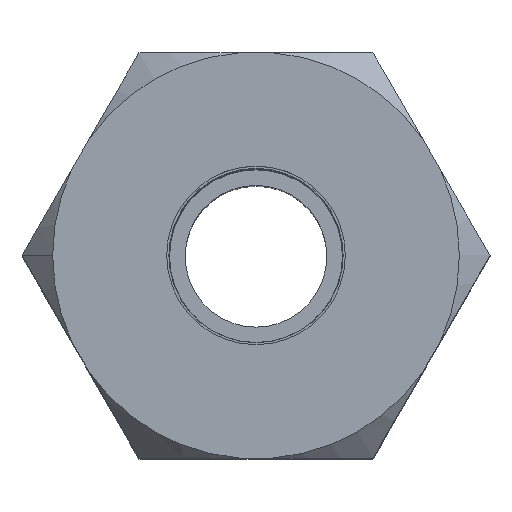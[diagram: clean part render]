
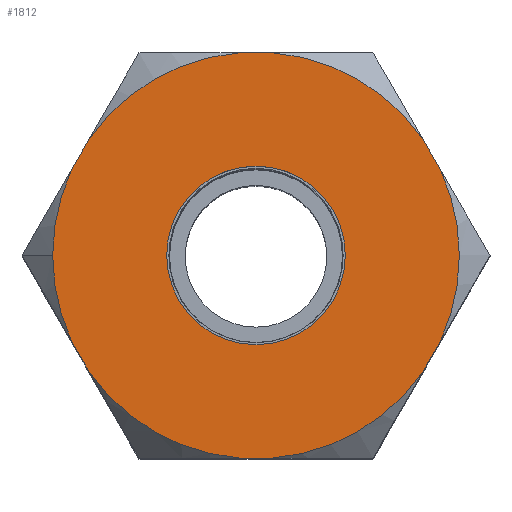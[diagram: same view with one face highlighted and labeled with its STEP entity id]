
A CAD part, top view. The second image highlights one B-rep face of the part: STEP entity #1812.
In plain terms, the highlighted planar face has unit normal (0, 0, 1).
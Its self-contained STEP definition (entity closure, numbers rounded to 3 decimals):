
#299 = ORIENTED_EDGE ( 'NONE', *, *, #302, .F. ) ;
#300 = ORIENTED_EDGE ( 'NONE', *, *, #728, .F. ) ;
#301 = ORIENTED_EDGE ( 'NONE', *, *, #308, .T. ) ;
#302 = EDGE_CURVE ( 'NONE', #1606, #440, #2409, .T. ) ;
#303 = EDGE_CURVE ( 'NONE', #1759, #1753, #2400, .T. ) ;
#304 = EDGE_LOOP ( 'NONE', ( #306, #301, #310, #307, #315, #319, #309, #320, #313, #311, #316, #314, #318 ) ) ;
#306 = ORIENTED_EDGE ( 'NONE', *, *, #1810, .T. ) ;
#307 = ORIENTED_EDGE ( 'NONE', *, *, #303, .T. ) ;
#308 = EDGE_CURVE ( 'NONE', #1807, #1758, #2396, .T. ) ;
#309 = ORIENTED_EDGE ( 'NONE', *, *, #1681, .T. ) ;
#310 = ORIENTED_EDGE ( 'NONE', *, *, #1770, .T. ) ;
#311 = ORIENTED_EDGE ( 'NONE', *, *, #317, .T. ) ;
#312 = EDGE_CURVE ( 'NONE', #1752, #1679, #2392, .T. ) ;
#313 = ORIENTED_EDGE ( 'NONE', *, *, #1736, .T. ) ;
#314 = ORIENTED_EDGE ( 'NONE', *, *, #1608, .T. ) ;
#315 = ORIENTED_EDGE ( 'NONE', *, *, #1747, .T. ) ;
#316 = ORIENTED_EDGE ( 'NONE', *, *, #1832, .T. ) ;
#317 = EDGE_CURVE ( 'NONE', #1733, #1831, #2452, .T. ) ;
#318 = ORIENTED_EDGE ( 'NONE', *, *, #322, .T. ) ;
#319 = ORIENTED_EDGE ( 'NONE', *, *, #312, .T. ) ;
#320 = ORIENTED_EDGE ( 'NONE', *, *, #323, .T. ) ;
#322 = EDGE_CURVE ( 'NONE', #624, #1824, #2448, .T. ) ;
#323 = EDGE_CURVE ( 'NONE', #1682, #1737, #2444, .T. ) ;
#440 = VERTEX_POINT ( 'NONE', #2610 ) ;
#624 = VERTEX_POINT ( 'NONE', #2934 ) ;
#648 = CARTESIAN_POINT ( 'NONE',  ( 5.898, 4.084, 19.25 ) ) ;
#658 = VERTEX_POINT ( 'NONE', #2978 ) ;
#707 = CARTESIAN_POINT ( 'NONE',  ( 0.587, 7.15, 19.25 ) ) ;
#708 = DIRECTION ( 'NONE',  ( 1., 0., 0. ) ) ;
#709 = DIRECTION ( 'NONE',  ( 0., 0., 1. ) ) ;
#710 = CARTESIAN_POINT ( 'NONE',  ( 0., 0., 19.25 ) ) ;
#711 = AXIS2_PLACEMENT_3D ( 'NONE', #710, #709, #708 ) ;
#712 = CIRCLE ( 'NONE', #711, 7.174 ) ;
#728 = EDGE_CURVE ( 'NONE', #440, #1606, #2972, .T. ) ;
#747 = CARTESIAN_POINT ( 'NONE',  ( 0., 0., 19.25 ) ) ;
#749 = CARTESIAN_POINT ( 'NONE',  ( -5.898, 4.084, 19.25 ) ) ;
#788 = CARTESIAN_POINT ( 'NONE',  ( -0.587, 7.15, 19.25 ) ) ;
#789 = DIRECTION ( 'NONE',  ( 1., 0., 0. ) ) ;
#790 = DIRECTION ( 'NONE',  ( 0., 0., 1. ) ) ;
#791 = AXIS2_PLACEMENT_3D ( 'NONE', #747, #790, #789 ) ;
#800 = CIRCLE ( 'NONE', #791, 7.174 ) ;
#808 = DIRECTION ( 'NONE',  ( 1., 0., 0. ) ) ;
#809 = DIRECTION ( 'NONE',  ( 0., 0., 1. ) ) ;
#810 = CARTESIAN_POINT ( 'NONE',  ( 0., 0., 19.25 ) ) ;
#821 = AXIS2_PLACEMENT_3D ( 'NONE', #810, #809, #808 ) ;
#822 = CIRCLE ( 'NONE', #821, 7.174 ) ;
#856 = CARTESIAN_POINT ( 'NONE',  ( 6.486, -3.066, 19.25 ) ) ;
#857 = CARTESIAN_POINT ( 'NONE',  ( 6.486, 3.066, 19.25 ) ) ;
#882 = CARTESIAN_POINT ( 'NONE',  ( 5.898, -4.084, 19.25 ) ) ;
#887 = CARTESIAN_POINT ( 'NONE',  ( 0.587, -7.15, 19.25 ) ) ;
#904 = DIRECTION ( 'NONE',  ( 1., 0., 0. ) ) ;
#905 = DIRECTION ( 'NONE',  ( 0., 0., 1. ) ) ;
#906 = CARTESIAN_POINT ( 'NONE',  ( 0., 0., 19.25 ) ) ;
#907 = AXIS2_PLACEMENT_3D ( 'NONE', #906, #905, #904 ) ;
#908 = CIRCLE ( 'NONE', #907, 7.174 ) ;
#983 = CARTESIAN_POINT ( 'NONE',  ( 0., 0., 19.25 ) ) ;
#984 = AXIS2_PLACEMENT_3D ( 'NONE', #983, #1033, #1032 ) ;
#986 = CIRCLE ( 'NONE', #984, 7.174 ) ;
#987 = CARTESIAN_POINT ( 'NONE',  ( -0.587, -7.15, 19.25 ) ) ;
#1024 = DIRECTION ( 'NONE',  ( -1., 0., 0. ) ) ;
#1025 = DIRECTION ( 'NONE',  ( 0., 0., -1. ) ) ;
#1026 = AXIS2_PLACEMENT_3D ( 'NONE', #1028, #1025, #1024 ) ;
#1028 = CARTESIAN_POINT ( 'NONE',  ( 0., 7.174, 19.25 ) ) ;
#1029 = PLANE ( 'NONE',  #1026 ) ;
#1030 = FACE_OUTER_BOUND ( 'NONE', #304, .T. ) ;
#1031 = FACE_BOUND ( 'NONE', #1811, .T. ) ;
#1032 = DIRECTION ( 'NONE',  ( 1., 0., 0. ) ) ;
#1033 = DIRECTION ( 'NONE',  ( 0., 0., 1. ) ) ;
#1062 = CARTESIAN_POINT ( 'NONE',  ( -5.898, -4.084, 19.25 ) ) ;
#1076 = DIRECTION ( 'NONE',  ( 1., 0., 0. ) ) ;
#1077 = DIRECTION ( 'NONE',  ( 0., 0., 1. ) ) ;
#1078 = CARTESIAN_POINT ( 'NONE',  ( 0., 0., 19.25 ) ) ;
#1079 = AXIS2_PLACEMENT_3D ( 'NONE', #1078, #1077, #1076 ) ;
#1080 = CIRCLE ( 'NONE', #1079, 7.174 ) ;
#1085 = CARTESIAN_POINT ( 'NONE',  ( -6.486, 3.066, 19.25 ) ) ;
#1606 = VERTEX_POINT ( 'NONE', #3021 ) ;
#1608 = EDGE_CURVE ( 'NONE', #658, #624, #3019, .T. ) ;
#1679 = VERTEX_POINT ( 'NONE', #648 ) ;
#1681 = EDGE_CURVE ( 'NONE', #1679, #1682, #712, .T. ) ;
#1682 = VERTEX_POINT ( 'NONE', #707 ) ;
#1733 = VERTEX_POINT ( 'NONE', #749 ) ;
#1736 = EDGE_CURVE ( 'NONE', #1737, #1733, #800, .T. ) ;
#1737 = VERTEX_POINT ( 'NONE', #788 ) ;
#1747 = EDGE_CURVE ( 'NONE', #1753, #1752, #822, .T. ) ;
#1752 = VERTEX_POINT ( 'NONE', #857 ) ;
#1753 = VERTEX_POINT ( 'NONE', #856 ) ;
#1758 = VERTEX_POINT ( 'NONE', #887 ) ;
#1759 = VERTEX_POINT ( 'NONE', #882 ) ;
#1770 = EDGE_CURVE ( 'NONE', #1758, #1759, #908, .T. ) ;
#1807 = VERTEX_POINT ( 'NONE', #987 ) ;
#1810 = EDGE_CURVE ( 'NONE', #1824, #1807, #986, .T. ) ;
#1811 = EDGE_LOOP ( 'NONE', ( #299, #300 ) ) ;
#1812 = ADVANCED_FACE ( 'NONE', ( #1031, #1030 ), #1029, .F. ) ;
#1824 = VERTEX_POINT ( 'NONE', #1062 ) ;
#1831 = VERTEX_POINT ( 'NONE', #1085 ) ;
#1832 = EDGE_CURVE ( 'NONE', #1831, #658, #1080, .T. ) ;
#2389 = DIRECTION ( 'NONE',  ( -0.5, 0.866, 0. ) ) ;
#2390 = VECTOR ( 'NONE', #2389, 1000. ) ;
#2391 = CARTESIAN_POINT ( 'NONE',  ( 8.256, 0., 19.25 ) ) ;
#2392 = LINE ( 'NONE', #2391, #2390 ) ;
#2393 = DIRECTION ( 'NONE',  ( 1., 0., 0. ) ) ;
#2394 = VECTOR ( 'NONE', #2393, 1000. ) ;
#2395 = CARTESIAN_POINT ( 'NONE',  ( -4.128, -7.15, 19.25 ) ) ;
#2396 = LINE ( 'NONE', #2395, #2394 ) ;
#2397 = DIRECTION ( 'NONE',  ( 0.5, 0.866, 0. ) ) ;
#2398 = VECTOR ( 'NONE', #2397, 1000. ) ;
#2399 = CARTESIAN_POINT ( 'NONE',  ( 4.128, -7.15, 19.25 ) ) ;
#2400 = LINE ( 'NONE', #2399, #2398 ) ;
#2401 = DIRECTION ( 'NONE',  ( 1., 0., 0. ) ) ;
#2402 = DIRECTION ( 'NONE',  ( 0., 0., 1. ) ) ;
#2403 = CARTESIAN_POINT ( 'NONE',  ( 0., 0., 19.25 ) ) ;
#2404 = AXIS2_PLACEMENT_3D ( 'NONE', #2403, #2402, #2401 ) ;
#2409 = CIRCLE ( 'NONE', #2404, 3.15 ) ;
#2441 = DIRECTION ( 'NONE',  ( -1., 0., 0. ) ) ;
#2442 = VECTOR ( 'NONE', #2441, 1000. ) ;
#2443 = CARTESIAN_POINT ( 'NONE',  ( 4.128, 7.15, 19.25 ) ) ;
#2444 = LINE ( 'NONE', #2443, #2442 ) ;
#2445 = DIRECTION ( 'NONE',  ( 0.5, -0.866, 0. ) ) ;
#2446 = VECTOR ( 'NONE', #2445, 1000. ) ;
#2447 = CARTESIAN_POINT ( 'NONE',  ( -8.256, 0., 19.25 ) ) ;
#2448 = LINE ( 'NONE', #2447, #2446 ) ;
#2449 = DIRECTION ( 'NONE',  ( -0.5, -0.866, 0. ) ) ;
#2450 = VECTOR ( 'NONE', #2449, 1000. ) ;
#2451 = CARTESIAN_POINT ( 'NONE',  ( -4.128, 7.15, 19.25 ) ) ;
#2452 = LINE ( 'NONE', #2451, #2450 ) ;
#2610 = CARTESIAN_POINT ( 'NONE',  ( -3.15, 0., 19.25 ) ) ;
#2934 = CARTESIAN_POINT ( 'NONE',  ( -6.486, -3.066, 19.25 ) ) ;
#2968 = DIRECTION ( 'NONE',  ( 1., 0., 0. ) ) ;
#2969 = DIRECTION ( 'NONE',  ( 0., 0., 1. ) ) ;
#2970 = CARTESIAN_POINT ( 'NONE',  ( 0., 0., 19.25 ) ) ;
#2971 = AXIS2_PLACEMENT_3D ( 'NONE', #2970, #2969, #2968 ) ;
#2972 = CIRCLE ( 'NONE', #2971, 3.15 ) ;
#2978 = CARTESIAN_POINT ( 'NONE',  ( -7.174, 0., 19.25 ) ) ;
#3015 = DIRECTION ( 'NONE',  ( 1., 0., 0. ) ) ;
#3016 = DIRECTION ( 'NONE',  ( 0., 0., 1. ) ) ;
#3017 = CARTESIAN_POINT ( 'NONE',  ( 0., 0., 19.25 ) ) ;
#3018 = AXIS2_PLACEMENT_3D ( 'NONE', #3017, #3016, #3015 ) ;
#3019 = CIRCLE ( 'NONE', #3018, 7.174 ) ;
#3021 = CARTESIAN_POINT ( 'NONE',  ( 3.15, 0., 19.25 ) ) ;
